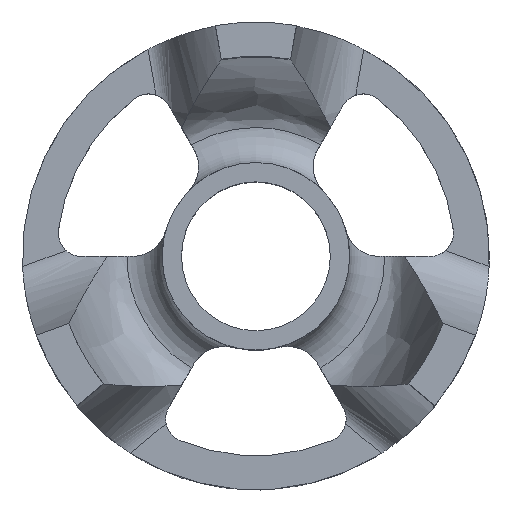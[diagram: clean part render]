
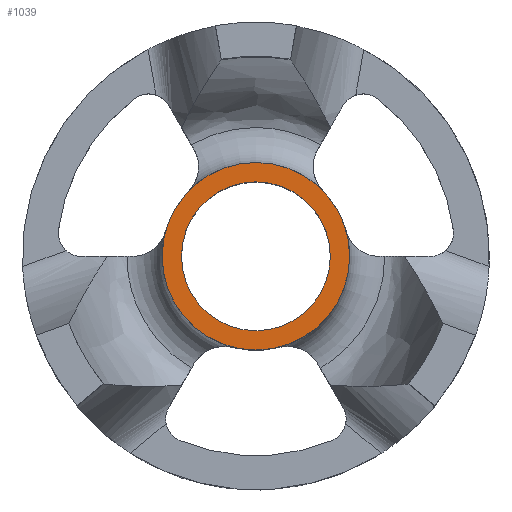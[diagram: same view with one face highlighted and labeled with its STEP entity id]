
A CAD part, top view. The second image highlights one B-rep face of the part: STEP entity #1039.
In plain terms, the highlighted planar face has unit normal (0, 0, 1).
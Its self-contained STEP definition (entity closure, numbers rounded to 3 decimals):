
#52=FACE_BOUND('',#214,.T.);
#144=FACE_OUTER_BOUND('',#213,.T.);
#213=EDGE_LOOP('',(#857));
#214=EDGE_LOOP('',(#858));
#400=CIRCLE('',#1128,3.175);
#409=CIRCLE('',#1155,4.);
#473=VERTEX_POINT('',#1766);
#500=VERTEX_POINT('',#1840);
#582=EDGE_CURVE('',#473,#473,#400,.F.);
#621=EDGE_CURVE('',#500,#500,#409,.T.);
#857=ORIENTED_EDGE('',*,*,#621,.T.);
#858=ORIENTED_EDGE('',*,*,#582,.T.);
#1010=PLANE('',#1176);
#1039=ADVANCED_FACE('',(#144,#52),#1010,.T.);
#1128=AXIS2_PLACEMENT_3D('',#1767,#1297,#1298);
#1155=AXIS2_PLACEMENT_3D('',#1841,#1371,#1372);
#1176=AXIS2_PLACEMENT_3D('',#2026,#1435,#1436);
#1297=DIRECTION('center_axis',(0.,0.,1.));
#1298=DIRECTION('ref_axis',(1.,0.,0.));
#1371=DIRECTION('center_axis',(0.,0.,1.));
#1372=DIRECTION('ref_axis',(1.,0.,0.));
#1435=DIRECTION('center_axis',(0.,0.,1.));
#1436=DIRECTION('ref_axis',(1.,0.,0.));
#1766=CARTESIAN_POINT('',(3.175,0.,8.103));
#1767=CARTESIAN_POINT('Origin',(0.,0.,8.103));
#1840=CARTESIAN_POINT('',(4.,0.,8.103));
#1841=CARTESIAN_POINT('Origin',(0.,0.,8.103));
#2026=CARTESIAN_POINT('Origin',(0.,0.,8.103));
